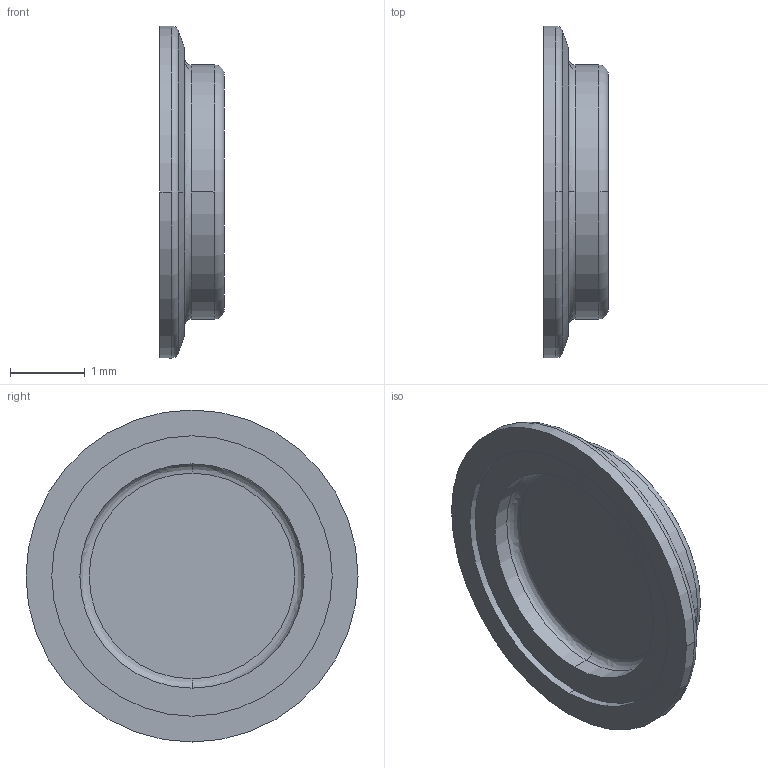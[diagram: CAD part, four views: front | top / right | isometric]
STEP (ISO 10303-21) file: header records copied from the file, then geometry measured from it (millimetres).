
FILE_DESCRIPTION((''),'2;1');
FILE_NAME('M300PLG.stp','2010-03-29T15:08:13',(''),(''),'Mechanical Desktop 2009','Mechanical Desktop 2009',', , ');
FILE_SCHEMA(('CONFIG_CONTROL_DESIGN'));
Length unit declared in the file: millimetre
Products named in the file (4): M300PLG; PART1; TITLBLKB; IQSTAG
Assembly tree (3 placements, depth 2):
  M300PLG
    PART1
    TITLBLKB
    IQSTAG
Bounding box: 0.86 x 4.44 x 4.44 mm (x, y, z)
Volume: 6.1 mm3; surface area: 42.7 mm2
Topology: 1 solids, 1 shells, 23 faces, 54 edges, 36 vertices
Faces by surface type: cylinder 8, plane 5, torus 4, bspline 4, cone 2
Entity records: 989 total; most frequent: CARTESIAN_POINT 293, DIRECTION 144, ORIENTED_EDGE 108, AXIS2_PLACEMENT_3D 67, EDGE_CURVE 54, CIRCLE 44, VERTEX_POINT 36, EDGE_LOOP 26
